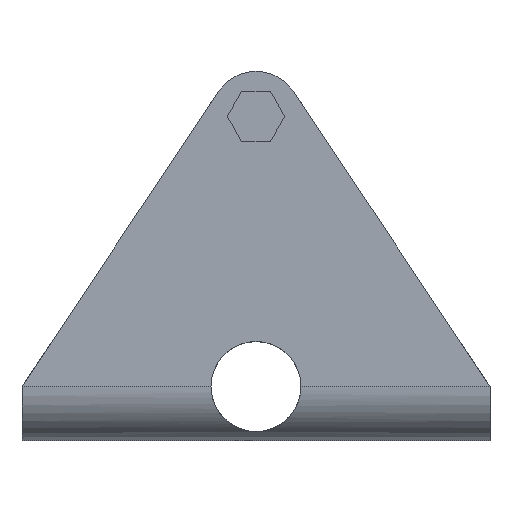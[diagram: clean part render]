
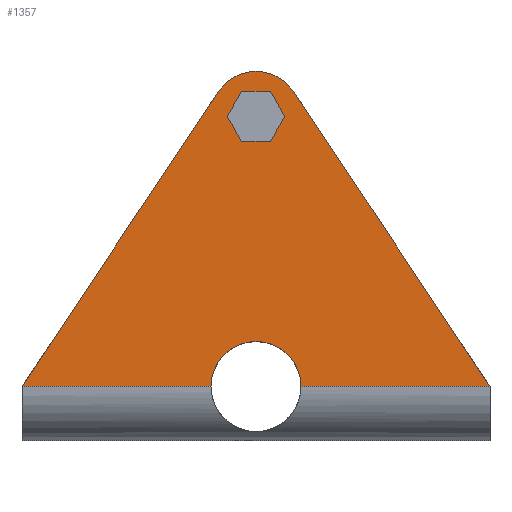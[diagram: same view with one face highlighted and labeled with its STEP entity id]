
A CAD part, top view. The second image highlights one B-rep face of the part: STEP entity #1357.
In plain terms, the highlighted planar face has unit normal (0, 0, 1).
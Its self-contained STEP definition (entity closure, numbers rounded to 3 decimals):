
#12 = CARTESIAN_POINT ( 'NONE',  ( -65., -75., 2. ) ) ;
#27 = ORIENTED_EDGE ( 'NONE', *, *, #439, .F. ) ;
#52 = CARTESIAN_POINT ( 'NONE',  ( 65., -75., 2. ) ) ;
#53 = LINE ( 'NONE', #1525, #1025 ) ;
#55 = VERTEX_POINT ( 'NONE', #12 ) ;
#64 = CARTESIAN_POINT ( 'NONE',  ( -8., 0., 2. ) ) ;
#79 = EDGE_CURVE ( 'NONE', #752, #1472, #172, .T. ) ;
#83 = ORIENTED_EDGE ( 'NONE', *, *, #704, .F. ) ;
#85 = EDGE_CURVE ( 'NONE', #1010, #403, #897, .T. ) ;
#90 = VERTEX_POINT ( 'NONE', #430 ) ;
#108 = CARTESIAN_POINT ( 'NONE',  ( -65., -75., 2. ) ) ;
#110 = PLANE ( 'NONE',  #894 ) ;
#133 = CARTESIAN_POINT ( 'NONE',  ( 0., -75., 2. ) ) ;
#151 = ORIENTED_EDGE ( 'NONE', *, *, #1020, .T. ) ;
#171 = EDGE_CURVE ( 'NONE', #1000, #55, #316, .T. ) ;
#172 = CIRCLE ( 'NONE', #193, 12.5 ) ;
#187 = LINE ( 'NONE', #108, #676 ) ;
#193 = AXIS2_PLACEMENT_3D ( 'NONE', #133, #610, #852 ) ;
#202 = ORIENTED_EDGE ( 'NONE', *, *, #1109, .F. ) ;
#219 = DIRECTION ( 'NONE',  ( 0., 0., 1. ) ) ;
#255 = CARTESIAN_POINT ( 'NONE',  ( 4., -6.928, 2. ) ) ;
#265 = VERTEX_POINT ( 'NONE', #989 ) ;
#282 = LINE ( 'NONE', #52, #1001 ) ;
#302 = VECTOR ( 'NONE', #313, 1000. ) ;
#313 = DIRECTION ( 'NONE',  ( 1., 0., 0. ) ) ;
#316 = LINE ( 'NONE', #655, #391 ) ;
#351 = DIRECTION ( 'NONE',  ( 1., 0., 0. ) ) ;
#356 = EDGE_LOOP ( 'NONE', ( #1540, #1354, #986, #617, #1044, #151 ) ) ;
#391 = VECTOR ( 'NONE', #936, 1000. ) ;
#398 = ORIENTED_EDGE ( 'NONE', *, *, #493, .F. ) ;
#403 = VERTEX_POINT ( 'NONE', #700 ) ;
#430 = CARTESIAN_POINT ( 'NONE',  ( 10.402, 6.932, 2. ) ) ;
#439 = EDGE_CURVE ( 'NONE', #265, #1085, #912, .T. ) ;
#447 = EDGE_CURVE ( 'NONE', #90, #1000, #600, .T. ) ;
#463 = ORIENTED_EDGE ( 'NONE', *, *, #1518, .F. ) ;
#466 = CARTESIAN_POINT ( 'NONE',  ( -4., 6.928, 2. ) ) ;
#490 = CARTESIAN_POINT ( 'NONE',  ( 65., -75., 2. ) ) ;
#493 = EDGE_CURVE ( 'NONE', #1474, #1010, #53, .T. ) ;
#520 = CARTESIAN_POINT ( 'NONE',  ( -65., -75., 2. ) ) ;
#566 = EDGE_CURVE ( 'NONE', #752, #1183, #187, .T. ) ;
#600 = CIRCLE ( 'NONE', #1497, 12.5 ) ;
#610 = DIRECTION ( 'NONE',  ( 0., 0., 1. ) ) ;
#617 = ORIENTED_EDGE ( 'NONE', *, *, #447, .T. ) ;
#626 = VECTOR ( 'NONE', #1246, 1000. ) ;
#634 = CARTESIAN_POINT ( 'NONE',  ( -4., 6.928, 2. ) ) ;
#647 = CARTESIAN_POINT ( 'NONE',  ( -4., -6.928, 2. ) ) ;
#655 = CARTESIAN_POINT ( 'NONE',  ( -10.402, 6.932, 2. ) ) ;
#662 = DIRECTION ( 'NONE',  ( 1., 0., 0. ) ) ;
#667 = CARTESIAN_POINT ( 'NONE',  ( -10.402, 6.932, 2. ) ) ;
#676 = VECTOR ( 'NONE', #832, 1000. ) ;
#692 = FACE_BOUND ( 'NONE', #1535, .T. ) ;
#700 = CARTESIAN_POINT ( 'NONE',  ( -8., 0., 2. ) ) ;
#701 = VECTOR ( 'NONE', #1131, 1000. ) ;
#704 = EDGE_CURVE ( 'NONE', #403, #265, #1278, .T. ) ;
#752 = VERTEX_POINT ( 'NONE', #1029 ) ;
#832 = DIRECTION ( 'NONE',  ( 1., 0., 0. ) ) ;
#852 = DIRECTION ( 'NONE',  ( 1., 0., 0. ) ) ;
#855 = ORIENTED_EDGE ( 'NONE', *, *, #85, .F. ) ;
#861 = LINE ( 'NONE', #520, #302 ) ;
#894 = AXIS2_PLACEMENT_3D ( 'NONE', #1194, #219, #351 ) ;
#896 = CARTESIAN_POINT ( 'NONE',  ( 4., -6.928, 2. ) ) ;
#897 = LINE ( 'NONE', #634, #626 ) ;
#912 = LINE ( 'NONE', #647, #1227 ) ;
#936 = DIRECTION ( 'NONE',  ( -0.555, -0.832, 0. ) ) ;
#986 = ORIENTED_EDGE ( 'NONE', *, *, #1528, .T. ) ;
#989 = CARTESIAN_POINT ( 'NONE',  ( -4., -6.928, 2. ) ) ;
#1000 = VERTEX_POINT ( 'NONE', #667 ) ;
#1001 = VECTOR ( 'NONE', #1267, 1000. ) ;
#1010 = VERTEX_POINT ( 'NONE', #466 ) ;
#1015 = LINE ( 'NONE', #896, #1056 ) ;
#1020 = EDGE_CURVE ( 'NONE', #55, #1472, #861, .T. ) ;
#1025 = VECTOR ( 'NONE', #1276, 1000. ) ;
#1029 = CARTESIAN_POINT ( 'NONE',  ( 12.5, -75., 2. ) ) ;
#1036 = DIRECTION ( 'NONE',  ( 0.5, -0.866, 0. ) ) ;
#1044 = ORIENTED_EDGE ( 'NONE', *, *, #171, .T. ) ;
#1056 = VECTOR ( 'NONE', #1516, 1000. ) ;
#1085 = VERTEX_POINT ( 'NONE', #255 ) ;
#1105 = VECTOR ( 'NONE', #1036, 1000. ) ;
#1109 = EDGE_CURVE ( 'NONE', #1304, #1474, #1147, .T. ) ;
#1131 = DIRECTION ( 'NONE',  ( -0.5, 0.866, 0. ) ) ;
#1138 = DIRECTION ( 'NONE',  ( 0., 0., 1. ) ) ;
#1147 = LINE ( 'NONE', #1265, #701 ) ;
#1183 = VERTEX_POINT ( 'NONE', #490 ) ;
#1194 = CARTESIAN_POINT ( 'NONE',  ( 0., 0., 2. ) ) ;
#1210 = FACE_OUTER_BOUND ( 'NONE', #356, .T. ) ;
#1223 = CARTESIAN_POINT ( 'NONE',  ( -12.5, -75., 2. ) ) ;
#1227 = VECTOR ( 'NONE', #1393, 1000. ) ;
#1246 = DIRECTION ( 'NONE',  ( -0.5, -0.866, 0. ) ) ;
#1255 = CARTESIAN_POINT ( 'NONE',  ( 4., 6.928, 2. ) ) ;
#1265 = CARTESIAN_POINT ( 'NONE',  ( 8., 0., 2. ) ) ;
#1267 = DIRECTION ( 'NONE',  ( -0.555, 0.832, 0. ) ) ;
#1276 = DIRECTION ( 'NONE',  ( -1., 0., 0. ) ) ;
#1278 = LINE ( 'NONE', #64, #1105 ) ;
#1304 = VERTEX_POINT ( 'NONE', #1446 ) ;
#1354 = ORIENTED_EDGE ( 'NONE', *, *, #566, .T. ) ;
#1357 = ADVANCED_FACE ( 'NONE', ( #1210, #692 ), #110, .T. ) ;
#1384 = CARTESIAN_POINT ( 'NONE',  ( 0., 0., 2. ) ) ;
#1393 = DIRECTION ( 'NONE',  ( 1., 0., 0. ) ) ;
#1446 = CARTESIAN_POINT ( 'NONE',  ( 8., 0., 2. ) ) ;
#1472 = VERTEX_POINT ( 'NONE', #1223 ) ;
#1474 = VERTEX_POINT ( 'NONE', #1255 ) ;
#1497 = AXIS2_PLACEMENT_3D ( 'NONE', #1384, #1138, #662 ) ;
#1516 = DIRECTION ( 'NONE',  ( 0.5, 0.866, 0. ) ) ;
#1518 = EDGE_CURVE ( 'NONE', #1085, #1304, #1015, .T. ) ;
#1525 = CARTESIAN_POINT ( 'NONE',  ( 4., 6.928, 2. ) ) ;
#1528 = EDGE_CURVE ( 'NONE', #1183, #90, #282, .T. ) ;
#1535 = EDGE_LOOP ( 'NONE', ( #202, #463, #27, #83, #855, #398 ) ) ;
#1540 = ORIENTED_EDGE ( 'NONE', *, *, #79, .F. ) ;
